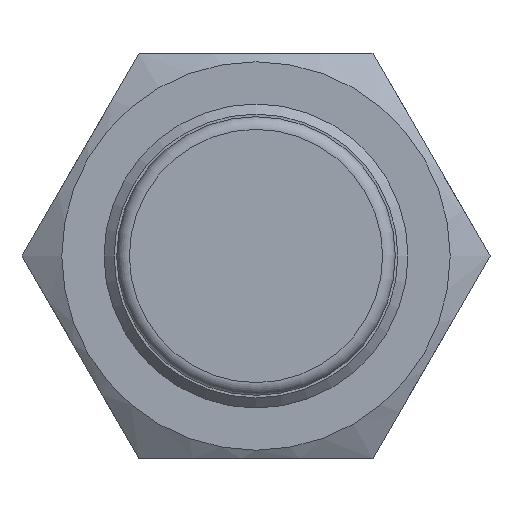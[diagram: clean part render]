
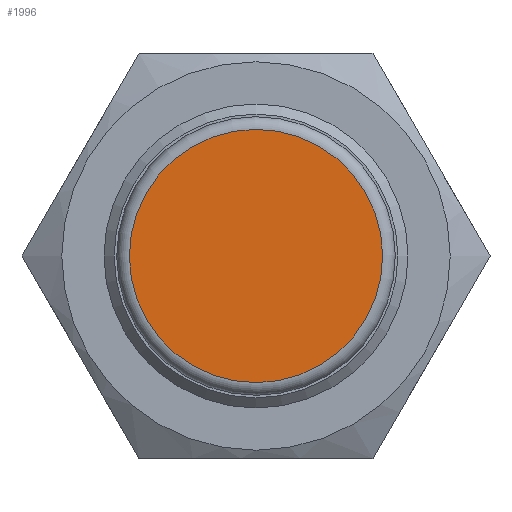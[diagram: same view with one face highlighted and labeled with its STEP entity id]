
A CAD part, left-side view. The second image highlights one B-rep face of the part: STEP entity #1996.
In plain terms, the highlighted planar face has unit normal (-1, 0, 0).
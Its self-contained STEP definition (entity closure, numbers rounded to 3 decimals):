
#403=FACE_OUTER_BOUND('',#524,.T.);
#524=EDGE_LOOP('',(#1269));
#662=CIRCLE('',#2147,7.5);
#764=VERTEX_POINT('',#2936);
#961=EDGE_CURVE('',#764,#764,#662,.T.);
#1269=ORIENTED_EDGE('',*,*,#961,.F.);
#1815=PLANE('',#2152);
#1996=ADVANCED_FACE('',(#403),#1815,.T.);
#2147=AXIS2_PLACEMENT_3D('',#2937,#2393,#2394);
#2152=AXIS2_PLACEMENT_3D('',#2945,#2404,#2405);
#2393=DIRECTION('center_axis',(1.,0.,0.));
#2394=DIRECTION('ref_axis',(0.,-0.169,0.986));
#2404=DIRECTION('center_axis',(-1.,0.,0.));
#2405=DIRECTION('ref_axis',(0.,0.986,0.169));
#2936=CARTESIAN_POINT('',(-50.8,-7.391,-1.271));
#2937=CARTESIAN_POINT('Origin',(-50.8,0.,0.));
#2945=CARTESIAN_POINT('Origin',(-50.8,0.699,-4.065));
